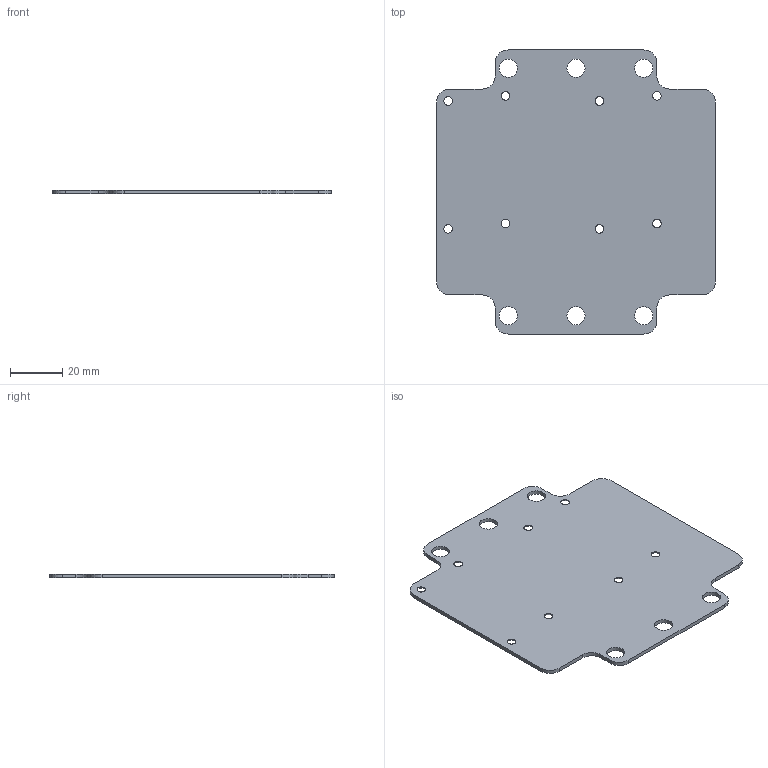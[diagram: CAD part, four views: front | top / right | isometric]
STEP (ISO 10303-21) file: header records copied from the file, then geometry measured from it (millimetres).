
FILE_DESCRIPTION(('FreeCAD Model'),'2;1');
FILE_NAME('Bottom_plate_mods.step','2020-01-03T17:31:06',(''),(''), 'Open CASCADE STEP processor 7.3','FreeCAD','Unknown');
FILE_SCHEMA(('AUTOMOTIVE_DESIGN { 1 0 10303 214 1 1 1 1 }'));
Length unit declared in the file: millimetre
Products named in the file (1): Bottom_plate
Bounding box: 107 x 109 x 1.5 mm (x, y, z)
Volume: 14892.1 mm3; surface area: 20869.5 mm2
Topology: 1 solids, 1 shells, 48 faces, 130 edges, 84 vertices
Faces by surface type: cylinder 26, plane 14, cone 8
Full cylindrical faces by diameter (mm): 3.3 x8, 7 x6
Entity records: 1601 total; most frequent: DIRECTION 282, CARTESIAN_POINT 269, ORIENTED_EDGE 260, EDGE_CURVE 130, AXIS2_PLACEMENT_3D 109, VERTEX_POINT 84, FACE_BOUND 76, EDGE_LOOP 76
